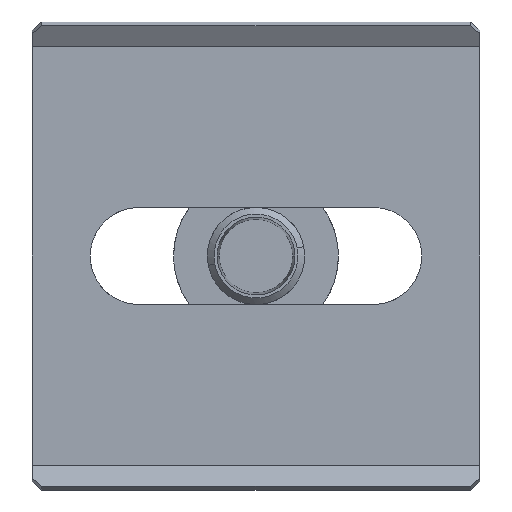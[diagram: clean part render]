
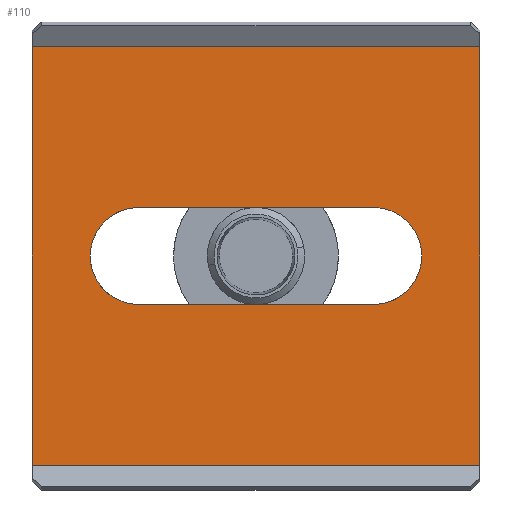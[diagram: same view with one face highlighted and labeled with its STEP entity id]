
A CAD part, front view. The second image highlights one B-rep face of the part: STEP entity #110.
In plain terms, the highlighted planar face has unit normal (0, -1, 0).
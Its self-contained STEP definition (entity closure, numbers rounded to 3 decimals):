
#110=ADVANCED_FACE('',(#231,#139),#1746,.T.);
#139=FACE_BOUND('',#351,.T.);
#231=FACE_OUTER_BOUND('',#350,.T.);
#350=EDGE_LOOP('',(#828,#829,#830,#831));
#351=EDGE_LOOP('',(#832,#833,#834,#835,#836,#837));
#828=ORIENTED_EDGE('',*,*,#1148,.T.);
#829=ORIENTED_EDGE('',*,*,#1144,.T.);
#830=ORIENTED_EDGE('',*,*,#1147,.F.);
#831=ORIENTED_EDGE('',*,*,#1141,.T.);
#832=ORIENTED_EDGE('',*,*,#1146,.F.);
#833=ORIENTED_EDGE('',*,*,#1175,.F.);
#834=ORIENTED_EDGE('',*,*,#1181,.T.);
#835=ORIENTED_EDGE('',*,*,#1145,.F.);
#836=ORIENTED_EDGE('',*,*,#1184,.T.);
#837=ORIENTED_EDGE('',*,*,#1194,.T.);
#1141=EDGE_CURVE('',#1618,#1617,#1346,.T.);
#1144=EDGE_CURVE('',#1630,#1629,#1349,.T.);
#1145=EDGE_CURVE('',#1634,#1635,#1350,.T.);
#1146=EDGE_CURVE('',#1637,#1632,#1351,.T.);
#1147=EDGE_CURVE('',#1618,#1629,#1352,.T.);
#1148=EDGE_CURVE('',#1617,#1630,#1353,.T.);
#1175=EDGE_CURVE('',#1636,#1637,#1462,.T.);
#1181=EDGE_CURVE('',#1636,#1635,#1465,.T.);
#1184=EDGE_CURVE('',#1634,#1633,#1466,.T.);
#1194=EDGE_CURVE('',#1633,#1632,#1469,.T.);
#1346=B_SPLINE_CURVE_WITH_KNOTS('',1,(#3931,#3932),.UNSPECIFIED.,.F.,.F.,
(2,2),(84.868,163.266),.UNSPECIFIED.);
#1349=B_SPLINE_CURVE_WITH_KNOTS('',1,(#3937,#3938),.UNSPECIFIED.,.F.,.F.,
(2,2),(0.543,78.94),.UNSPECIFIED.);
#1350=B_SPLINE_CURVE_WITH_KNOTS('',1,(#3939,#3940),.UNSPECIFIED.,.F.,.F.,
(2,2),(0.,49.8),.UNSPECIFIED.);
#1351=B_SPLINE_CURVE_WITH_KNOTS('',1,(#3941,#3942),.UNSPECIFIED.,.F.,.F.,
(2,2),(0.,49.8),.UNSPECIFIED.);
#1352=B_SPLINE_CURVE_WITH_KNOTS('',1,(#3943,#3944),.UNSPECIFIED.,.F.,.F.,
(2,2),(9.501,104.501),.UNSPECIFIED.);
#1353=B_SPLINE_CURVE_WITH_KNOTS('',1,(#3945,#3946),.UNSPECIFIED.,.F.,.F.,
(2,2),(9.501,104.501),.UNSPECIFIED.);
#1462=(
BOUNDED_CURVE()
B_SPLINE_CURVE(2,(#3999,#4000,#4001),.UNSPECIFIED.,.F.,.F.)
B_SPLINE_CURVE_WITH_KNOTS((3,3),(-16.179,0.),.UNSPECIFIED.)
CURVE()
GEOMETRIC_REPRESENTATION_ITEM()
RATIONAL_B_SPLINE_CURVE((1.,0.707,1.))
REPRESENTATION_ITEM('')
);
#1465=(
BOUNDED_CURVE()
B_SPLINE_CURVE(2,(#4014,#4015,#4016),.UNSPECIFIED.,.F.,.F.)
B_SPLINE_CURVE_WITH_KNOTS((3,3),(0.,16.179),.UNSPECIFIED.)
CURVE()
GEOMETRIC_REPRESENTATION_ITEM()
RATIONAL_B_SPLINE_CURVE((1.,0.707,1.))
REPRESENTATION_ITEM('')
);
#1466=(
BOUNDED_CURVE()
B_SPLINE_CURVE(2,(#4021,#4022,#4023),.UNSPECIFIED.,.F.,.F.)
B_SPLINE_CURVE_WITH_KNOTS((3,3),(0.,16.179),.UNSPECIFIED.)
CURVE()
GEOMETRIC_REPRESENTATION_ITEM()
RATIONAL_B_SPLINE_CURVE((1.,0.707,1.))
REPRESENTATION_ITEM('')
);
#1469=(
BOUNDED_CURVE()
B_SPLINE_CURVE(2,(#4044,#4045,#4046),.UNSPECIFIED.,.F.,.F.)
B_SPLINE_CURVE_WITH_KNOTS((3,3),(0.,16.179),.UNSPECIFIED.)
CURVE()
GEOMETRIC_REPRESENTATION_ITEM()
RATIONAL_B_SPLINE_CURVE((1.,0.707,1.))
REPRESENTATION_ITEM('')
);
#1617=VERTEX_POINT('',#3896);
#1618=VERTEX_POINT('',#3897);
#1629=VERTEX_POINT('',#3908);
#1630=VERTEX_POINT('',#3909);
#1632=VERTEX_POINT('',#3911);
#1633=VERTEX_POINT('',#3912);
#1634=VERTEX_POINT('',#3913);
#1635=VERTEX_POINT('',#3914);
#1636=VERTEX_POINT('',#3915);
#1637=VERTEX_POINT('',#3916);
#1746=PLANE('',#1981);
#1981=AXIS2_PLACEMENT_3D('',#3809,#2045,$);
#2045=DIRECTION('',(0.,-1.,0.));
#3809=CARTESIAN_POINT('',(121.001,0.,22.632));
#3896=CARTESIAN_POINT('',(95.,0.,0.));
#3897=CARTESIAN_POINT('',(95.,0.,-88.833));
#3908=CARTESIAN_POINT('',(0.,0.,-88.833));
#3909=CARTESIAN_POINT('',(0.,0.,0.));
#3911=CARTESIAN_POINT('',(22.6,0.,-34.116));
#3912=CARTESIAN_POINT('',(12.3,0.,-44.416));
#3913=CARTESIAN_POINT('',(22.6,0.,-54.716));
#3914=CARTESIAN_POINT('',(72.4,0.,-54.716));
#3915=CARTESIAN_POINT('',(82.7,0.,-44.416));
#3916=CARTESIAN_POINT('',(72.4,0.,-34.116));
#3931=CARTESIAN_POINT('',(95.,0.,-88.833));
#3932=CARTESIAN_POINT('',(95.,0.,0.));
#3937=CARTESIAN_POINT('',(0.,0.,0.));
#3938=CARTESIAN_POINT('',(0.,0.,-88.833));
#3939=CARTESIAN_POINT('',(22.6,0.,-54.716));
#3940=CARTESIAN_POINT('',(72.4,0.,-54.716));
#3941=CARTESIAN_POINT('',(72.4,0.,-34.116));
#3942=CARTESIAN_POINT('',(22.6,0.,-34.116));
#3943=CARTESIAN_POINT('',(95.,0.,-88.833));
#3944=CARTESIAN_POINT('',(0.,0.,-88.833));
#3945=CARTESIAN_POINT('',(95.,0.,0.));
#3946=CARTESIAN_POINT('',(0.,0.,0.));
#3999=CARTESIAN_POINT('',(82.7,0.,-44.416));
#4000=CARTESIAN_POINT('',(82.7,0.,-34.116));
#4001=CARTESIAN_POINT('',(72.4,0.,-34.116));
#4014=CARTESIAN_POINT('',(82.7,0.,-44.416));
#4015=CARTESIAN_POINT('',(82.7,0.,-54.716));
#4016=CARTESIAN_POINT('',(72.4,0.,-54.716));
#4021=CARTESIAN_POINT('',(22.6,0.,-54.716));
#4022=CARTESIAN_POINT('',(12.3,0.,-54.716));
#4023=CARTESIAN_POINT('',(12.3,0.,-44.416));
#4044=CARTESIAN_POINT('',(12.3,0.,-44.416));
#4045=CARTESIAN_POINT('',(12.3,0.,-34.116));
#4046=CARTESIAN_POINT('',(22.6,0.,-34.116));
